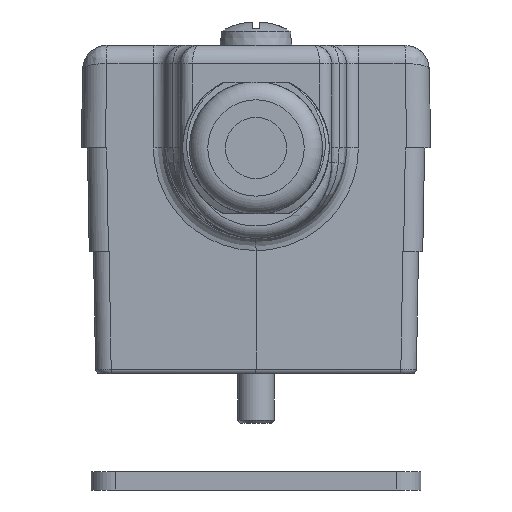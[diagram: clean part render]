
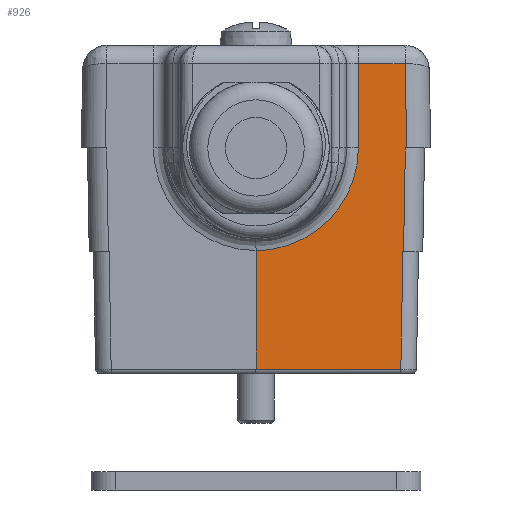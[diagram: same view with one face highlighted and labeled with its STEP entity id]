
A CAD part, left-side view. The second image highlights one B-rep face of the part: STEP entity #926.
In plain terms, the highlighted planar face has unit normal (-1, -0.018, 0).
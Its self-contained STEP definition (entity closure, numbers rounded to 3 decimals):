
#373=B_SPLINE_CURVE_WITH_KNOTS('',3,(#23666,#23667,#23668,#23669,#23670,
#23671),.UNSPECIFIED.,.F.,.F.,(4,2,4),(0.,0.5,1.),.UNSPECIFIED.);
#617=PLANE('',#7298);
#926=ADVANCED_FACE('',(#1455),#617,.T.);
#1455=FACE_OUTER_BOUND('',#1841,.T.);
#1841=EDGE_LOOP('',(#4293,#4294,#4295,#4296,#4297,#4298,#4299,#4300,#4301,
#4302));
#2233=LINE('',#22581,#2797);
#2317=LINE('',#22962,#2881);
#2419=LINE('',#23660,#2988);
#2420=LINE('',#23662,#2989);
#2421=LINE('',#23664,#2990);
#2422=LINE('',#23673,#2991);
#2423=LINE('',#23675,#2992);
#2424=LINE('',#23677,#2993);
#2425=LINE('',#23678,#2994);
#2797=VECTOR('',#7914,1.);
#2881=VECTOR('',#8136,1.);
#2988=VECTOR('',#8475,1.);
#2989=VECTOR('',#8476,1.);
#2990=VECTOR('',#8477,1.);
#2991=VECTOR('',#8478,1.);
#2992=VECTOR('',#8479,1.);
#2993=VECTOR('',#8480,1.);
#2994=VECTOR('',#8481,1.);
#4293=ORIENTED_EDGE('',*,*,#6335,.F.);
#4294=ORIENTED_EDGE('',*,*,#6515,.T.);
#4295=ORIENTED_EDGE('',*,*,#6516,.T.);
#4296=ORIENTED_EDGE('',*,*,#6517,.T.);
#4297=ORIENTED_EDGE('',*,*,#6518,.T.);
#4298=ORIENTED_EDGE('',*,*,#6519,.F.);
#4299=ORIENTED_EDGE('',*,*,#6520,.T.);
#4300=ORIENTED_EDGE('',*,*,#6521,.T.);
#4301=ORIENTED_EDGE('',*,*,#6184,.F.);
#4302=ORIENTED_EDGE('',*,*,#6522,.T.);
#5428=VERTEX_POINT('',#22580);
#5429=VERTEX_POINT('',#22582);
#5541=VERTEX_POINT('',#22961);
#5542=VERTEX_POINT('',#22963);
#5648=VERTEX_POINT('',#23661);
#5649=VERTEX_POINT('',#23663);
#5650=VERTEX_POINT('',#23665);
#5651=VERTEX_POINT('',#23672);
#5652=VERTEX_POINT('',#23674);
#5653=VERTEX_POINT('',#23676);
#6184=EDGE_CURVE('',#5428,#5429,#2233,.T.);
#6335=EDGE_CURVE('',#5541,#5542,#2317,.T.);
#6515=EDGE_CURVE('',#5541,#5648,#2419,.T.);
#6516=EDGE_CURVE('',#5648,#5649,#2420,.T.);
#6517=EDGE_CURVE('',#5649,#5650,#2421,.T.);
#6518=EDGE_CURVE('',#5650,#5651,#373,.T.);
#6519=EDGE_CURVE('',#5652,#5651,#2422,.T.);
#6520=EDGE_CURVE('',#5652,#5653,#2423,.T.);
#6521=EDGE_CURVE('',#5653,#5429,#2424,.T.);
#6522=EDGE_CURVE('',#5428,#5542,#2425,.T.);
#7298=AXIS2_PLACEMENT_3D('',#23679,#8482,#8483);
#7914=DIRECTION('',(-0.017,1.,0.));
#8136=DIRECTION('',(-0.017,1.,0.));
#8475=DIRECTION('',(0.,0.017,1.));
#8476=DIRECTION('',(-0.017,1.,0.));
#8477=DIRECTION('',(0.,0.,-1.));
#8478=DIRECTION('',(0.,0.,1.));
#8479=DIRECTION('',(0.017,-1.,0.));
#8480=DIRECTION('',(0.,-0.017,1.));
#8481=DIRECTION('',(0.,-0.017,1.));
#8482=DIRECTION('',(-1.,-0.017,0.));
#8483=DIRECTION('',(0.017,-1.,0.));
#22580=CARTESIAN_POINT('',(-1.439,-0.179,-12.9));
#22581=CARTESIAN_POINT('',(-1.65,11.9,-12.9));
#22582=CARTESIAN_POINT('',(-1.44,-0.124,-12.9));
#22961=CARTESIAN_POINT('',(-1.434,-0.435,-4.4));
#22962=CARTESIAN_POINT('',(-1.65,11.9,-4.4));
#22963=CARTESIAN_POINT('',(-1.436,-0.328,-4.4));
#23660=CARTESIAN_POINT('',(-1.429,-0.754,-22.679));
#23661=CARTESIAN_POINT('',(-1.436,-0.314,2.5));
#23662=CARTESIAN_POINT('',(-1.65,11.9,2.5));
#23663=CARTESIAN_POINT('',(-1.503,3.517,2.5));
#23664=CARTESIAN_POINT('',(-1.503,3.517,-0.458));
#23665=CARTESIAN_POINT('',(-1.503,3.517,-4.4));
#23666=CARTESIAN_POINT('',(-1.503,3.517,-4.4));
#23667=CARTESIAN_POINT('',(-1.503,3.517,-6.603));
#23668=CARTESIAN_POINT('',(-1.519,4.416,-8.775));
#23669=CARTESIAN_POINT('',(-1.573,7.527,-11.892));
#23670=CARTESIAN_POINT('',(-1.611,9.696,-12.795));
#23671=CARTESIAN_POINT('',(-1.65,11.9,-12.8));
#23672=CARTESIAN_POINT('',(-1.65,11.9,-12.8));
#23673=CARTESIAN_POINT('',(-1.65,11.9,-22.9));
#23674=CARTESIAN_POINT('',(-1.65,11.9,-22.5));
#23675=CARTESIAN_POINT('',(-1.65,11.9,-22.5));
#23676=CARTESIAN_POINT('',(-1.443,0.043,-22.5));
#23677=CARTESIAN_POINT('',(-1.44,-0.125,-12.878));
#23678=CARTESIAN_POINT('',(-1.442,-0.001,-23.108));
#23679=CARTESIAN_POINT('',(-1.65,11.9,-22.9));
